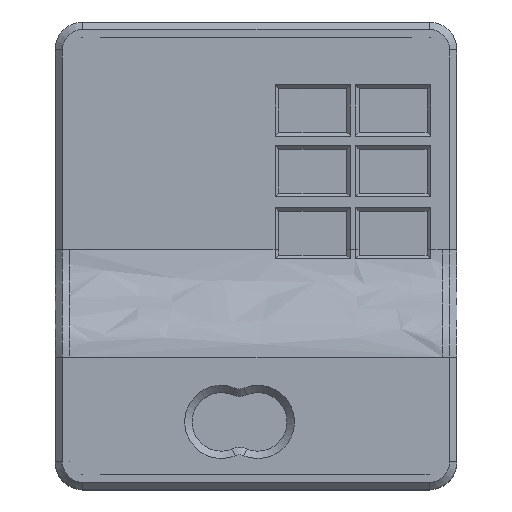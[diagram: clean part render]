
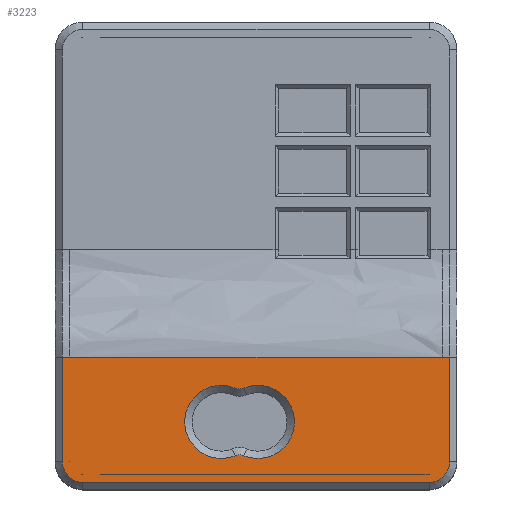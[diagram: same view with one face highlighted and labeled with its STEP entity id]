
A CAD part, top view. The second image highlights one B-rep face of the part: STEP entity #3223.
In plain terms, the highlighted planar face has unit normal (0, 0, 1).
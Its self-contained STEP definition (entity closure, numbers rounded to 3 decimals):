
#28=B_SPLINE_CURVE_WITH_KNOTS('',3,(#4799,#4800,#4801,#4802),
 .UNSPECIFIED.,.F.,.F.,(4,4),(0.,0.),.UNSPECIFIED.);
#86=FACE_BOUND('',#487,.T.);
#87=FACE_BOUND('',#488,.T.);
#88=FACE_BOUND('',#489,.T.);
#89=FACE_BOUND('',#490,.T.);
#180=CIRCLE('',#3434,5.);
#183=CIRCLE('',#3438,1.5);
#184=CIRCLE('',#3440,5.);
#187=CIRCLE('',#3444,1.5);
#190=CIRCLE('',#3450,2.829);
#191=CIRCLE('',#3451,2.829);
#192=CIRCLE('',#3452,1.75);
#193=CIRCLE('',#3453,1.75);
#194=CIRCLE('',#3454,1.75);
#304=FACE_OUTER_BOUND('',#486,.T.);
#486=EDGE_LOOP('',(#2378,#2379,#2380,#2381,#2382,#2383,#2384,#2385,#2386));
#487=EDGE_LOOP('',(#2387,#2388,#2389));
#488=EDGE_LOOP('',(#2390,#2391));
#489=EDGE_LOOP('',(#2392,#2393,#2394));
#490=EDGE_LOOP('',(#2395,#2396,#2397,#2398));
#732=LINE('',#4787,#1073);
#733=LINE('',#4791,#1074);
#734=LINE('',#4795,#1075);
#735=LINE('',#4797,#1076);
#736=LINE('',#4804,#1077);
#737=LINE('',#4805,#1078);
#738=LINE('',#4811,#1079);
#739=LINE('',#4814,#1080);
#740=LINE('',#4818,#1081);
#741=LINE('',#4820,#1082);
#742=LINE('',#4821,#1083);
#1073=VECTOR('',#3926,10.);
#1074=VECTOR('',#3929,10.);
#1075=VECTOR('',#3932,10.);
#1076=VECTOR('',#3933,10.);
#1077=VECTOR('',#3934,10.);
#1078=VECTOR('',#3935,10.);
#1079=VECTOR('',#3940,10.);
#1080=VECTOR('',#3941,10.);
#1081=VECTOR('',#3944,10.);
#1082=VECTOR('',#3945,10.);
#1083=VECTOR('',#3946,10.);
#1401=VERTEX_POINT('',#4752);
#1402=VERTEX_POINT('',#4754);
#1405=VERTEX_POINT('',#4762);
#1407=VERTEX_POINT('',#4767);
#1411=VERTEX_POINT('',#4785);
#1412=VERTEX_POINT('',#4786);
#1413=VERTEX_POINT('',#4788);
#1414=VERTEX_POINT('',#4790);
#1415=VERTEX_POINT('',#4792);
#1416=VERTEX_POINT('',#4794);
#1417=VERTEX_POINT('',#4796);
#1418=VERTEX_POINT('',#4798);
#1419=VERTEX_POINT('',#4803);
#1420=VERTEX_POINT('',#4806);
#1421=VERTEX_POINT('',#4807);
#1422=VERTEX_POINT('',#4809);
#1423=VERTEX_POINT('',#4812);
#1424=VERTEX_POINT('',#4813);
#1425=VERTEX_POINT('',#4816);
#1426=VERTEX_POINT('',#4817);
#1427=VERTEX_POINT('',#4819);
#1755=EDGE_CURVE('',#1401,#1402,#180,.T.);
#1760=EDGE_CURVE('',#1405,#1401,#183,.T.);
#1762=EDGE_CURVE('',#1407,#1405,#184,.T.);
#1765=EDGE_CURVE('',#1402,#1407,#187,.T.);
#1771=EDGE_CURVE('',#1411,#1412,#732,.T.);
#1772=EDGE_CURVE('',#1413,#1411,#190,.T.);
#1773=EDGE_CURVE('',#1414,#1413,#733,.T.);
#1774=EDGE_CURVE('',#1415,#1414,#191,.T.);
#1775=EDGE_CURVE('',#1416,#1415,#734,.T.);
#1776=EDGE_CURVE('',#1416,#1417,#735,.T.);
#1777=EDGE_CURVE('',#1417,#1418,#28,.T.);
#1778=EDGE_CURVE('',#1419,#1418,#736,.T.);
#1779=EDGE_CURVE('',#1419,#1412,#737,.T.);
#1780=EDGE_CURVE('',#1420,#1421,#192,.T.);
#1781=EDGE_CURVE('',#1421,#1422,#193,.T.);
#1782=EDGE_CURVE('',#1422,#1420,#738,.T.);
#1783=EDGE_CURVE('',#1423,#1424,#739,.T.);
#1784=EDGE_CURVE('',#1424,#1423,#194,.T.);
#1785=EDGE_CURVE('',#1425,#1426,#740,.T.);
#1786=EDGE_CURVE('',#1426,#1427,#741,.T.);
#1787=EDGE_CURVE('',#1427,#1425,#742,.T.);
#2378=ORIENTED_EDGE('',*,*,#1771,.F.);
#2379=ORIENTED_EDGE('',*,*,#1772,.F.);
#2380=ORIENTED_EDGE('',*,*,#1773,.F.);
#2381=ORIENTED_EDGE('',*,*,#1774,.F.);
#2382=ORIENTED_EDGE('',*,*,#1775,.F.);
#2383=ORIENTED_EDGE('',*,*,#1776,.T.);
#2384=ORIENTED_EDGE('',*,*,#1777,.T.);
#2385=ORIENTED_EDGE('',*,*,#1778,.F.);
#2386=ORIENTED_EDGE('',*,*,#1779,.T.);
#2387=ORIENTED_EDGE('',*,*,#1780,.T.);
#2388=ORIENTED_EDGE('',*,*,#1781,.T.);
#2389=ORIENTED_EDGE('',*,*,#1782,.T.);
#2390=ORIENTED_EDGE('',*,*,#1783,.T.);
#2391=ORIENTED_EDGE('',*,*,#1784,.T.);
#2392=ORIENTED_EDGE('',*,*,#1785,.T.);
#2393=ORIENTED_EDGE('',*,*,#1786,.T.);
#2394=ORIENTED_EDGE('',*,*,#1787,.T.);
#2395=ORIENTED_EDGE('',*,*,#1755,.F.);
#2396=ORIENTED_EDGE('',*,*,#1760,.F.);
#2397=ORIENTED_EDGE('',*,*,#1762,.F.);
#2398=ORIENTED_EDGE('',*,*,#1765,.F.);
#3081=PLANE('',#3449);
#3223=ADVANCED_FACE('',(#304,#86,#87,#88,#89),#3081,.T.);
#3434=AXIS2_PLACEMENT_3D('',#4755,#3888,#3889);
#3438=AXIS2_PLACEMENT_3D('',#4764,#3898,#3899);
#3440=AXIS2_PLACEMENT_3D('',#4769,#3903,#3904);
#3444=AXIS2_PLACEMENT_3D('',#4773,#3911,#3912);
#3449=AXIS2_PLACEMENT_3D('',#4784,#3924,#3925);
#3450=AXIS2_PLACEMENT_3D('',#4789,#3927,#3928);
#3451=AXIS2_PLACEMENT_3D('',#4793,#3930,#3931);
#3452=AXIS2_PLACEMENT_3D('',#4808,#3936,#3937);
#3453=AXIS2_PLACEMENT_3D('',#4810,#3938,#3939);
#3454=AXIS2_PLACEMENT_3D('',#4815,#3942,#3943);
#3888=DIRECTION('center_axis',(0.,0.,1.));
#3889=DIRECTION('ref_axis',(0.625,0.781,0.));
#3898=DIRECTION('center_axis',(0.,0.,-1.));
#3899=DIRECTION('ref_axis',(0.,1.,0.));
#3903=DIRECTION('center_axis',(0.,0.,1.));
#3904=DIRECTION('ref_axis',(-0.625,-0.781,0.));
#3911=DIRECTION('center_axis',(0.,0.,-1.));
#3912=DIRECTION('ref_axis',(0.,-1.,0.));
#3924=DIRECTION('center_axis',(0.,0.,1.));
#3925=DIRECTION('ref_axis',(1.,0.,0.));
#3926=DIRECTION('',(0.,1.,0.));
#3927=DIRECTION('center_axis',(0.,0.,-1.));
#3928=DIRECTION('ref_axis',(-1.,0.,0.));
#3929=DIRECTION('',(-1.,0.,0.));
#3930=DIRECTION('center_axis',(0.,0.,-1.));
#3931=DIRECTION('ref_axis',(0.,-1.,0.));
#3932=DIRECTION('',(0.,-1.,0.));
#3933=DIRECTION('',(-1.,0.,0.));
#3934=DIRECTION('',(1.,0.,0.));
#3935=DIRECTION('',(-1.,0.,0.));
#3936=DIRECTION('center_axis',(0.,0.,-1.));
#3937=DIRECTION('ref_axis',(1.,0.,0.));
#3938=DIRECTION('center_axis',(0.,0.,-1.));
#3939=DIRECTION('ref_axis',(1.,0.,0.));
#3940=DIRECTION('',(0.,-1.,0.));
#3941=DIRECTION('',(1.,0.,0.));
#3942=DIRECTION('center_axis',(0.,0.,-1.));
#3943=DIRECTION('ref_axis',(1.,0.,0.));
#3944=DIRECTION('',(1.,0.,0.));
#3945=DIRECTION('',(-0.729,-0.684,0.));
#3946=DIRECTION('',(-1.,0.,0.));
#4752=CARTESIAN_POINT('',(175.077,-110.983,28.585));
#4754=CARTESIAN_POINT('',(175.077,-101.752,28.585));
#4755=CARTESIAN_POINT('Origin',(177.,-106.368,28.585));
#4762=CARTESIAN_POINT('',(173.923,-110.983,28.585));
#4764=CARTESIAN_POINT('Origin',(174.5,-112.368,28.585));
#4767=CARTESIAN_POINT('',(173.923,-101.752,28.585));
#4769=CARTESIAN_POINT('Origin',(172.,-106.368,28.585));
#4773=CARTESIAN_POINT('Origin',(174.5,-100.368,28.585));
#4784=CARTESIAN_POINT('Origin',(176.75,-83.637,28.585));
#4785=CARTESIAN_POINT('',(150.25,-111.808,28.585));
#4786=CARTESIAN_POINT('',(150.25,-97.5,28.585));
#4787=CARTESIAN_POINT('',(150.25,-69.552,28.585));
#4788=CARTESIAN_POINT('',(153.079,-114.637,28.585));
#4789=CARTESIAN_POINT('Origin',(153.079,-111.808,28.585));
#4790=CARTESIAN_POINT('',(200.421,-114.637,28.585));
#4791=CARTESIAN_POINT('',(164.915,-114.637,28.585));
#4792=CARTESIAN_POINT('',(203.25,-111.808,28.585));
#4793=CARTESIAN_POINT('Origin',(200.421,-111.808,28.585));
#4794=CARTESIAN_POINT('',(203.25,-97.5,28.585));
#4795=CARTESIAN_POINT('',(203.25,-97.723,28.585));
#4796=CARTESIAN_POINT('',(202.25,-97.5,28.585));
#4797=CARTESIAN_POINT('',(204.25,-97.5,28.585));
#4798=CARTESIAN_POINT('',(202.25,-97.5,28.585));
#4799=CARTESIAN_POINT('Ctrl Pts',(202.25,-97.5,28.585));
#4800=CARTESIAN_POINT('Ctrl Pts',(202.25,-97.5,28.585));
#4801=CARTESIAN_POINT('Ctrl Pts',(202.25,-97.5,28.585));
#4802=CARTESIAN_POINT('Ctrl Pts',(202.25,-97.5,28.585));
#4803=CARTESIAN_POINT('',(151.25,-97.5,28.585));
#4804=CARTESIAN_POINT('',(151.25,-97.5,28.585));
#4805=CARTESIAN_POINT('',(204.25,-97.5,28.585));
#4806=CARTESIAN_POINT('',(151.25,-111.808,28.585));
#4807=CARTESIAN_POINT('',(151.25,-111.775,28.585));
#4808=CARTESIAN_POINT('Origin',(153.,-111.775,28.585));
#4809=CARTESIAN_POINT('',(151.25,-111.742,28.585));
#4810=CARTESIAN_POINT('Origin',(153.,-111.775,28.585));
#4811=CARTESIAN_POINT('',(151.25,-97.5,28.585));
#4812=CARTESIAN_POINT('',(152.921,-113.523,28.585));
#4813=CARTESIAN_POINT('',(153.079,-113.523,28.585));
#4814=CARTESIAN_POINT('',(151.25,-113.523,28.585));
#4815=CARTESIAN_POINT('Origin',(153.,-111.775,28.585));
#4816=CARTESIAN_POINT('',(155.438,-113.523,28.585));
#4817=CARTESIAN_POINT('',(200.421,-113.523,28.585));
#4818=CARTESIAN_POINT('',(151.25,-113.523,28.585));
#4819=CARTESIAN_POINT('',(200.421,-113.523,28.585));
#4820=CARTESIAN_POINT('',(200.421,-113.523,28.585));
#4821=CARTESIAN_POINT('',(153.079,-113.523,28.585));
